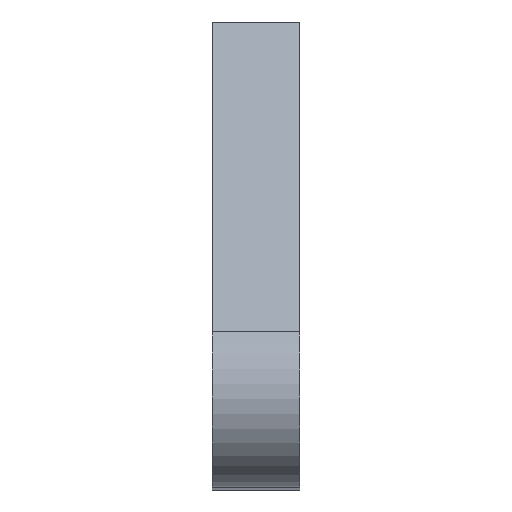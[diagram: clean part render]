
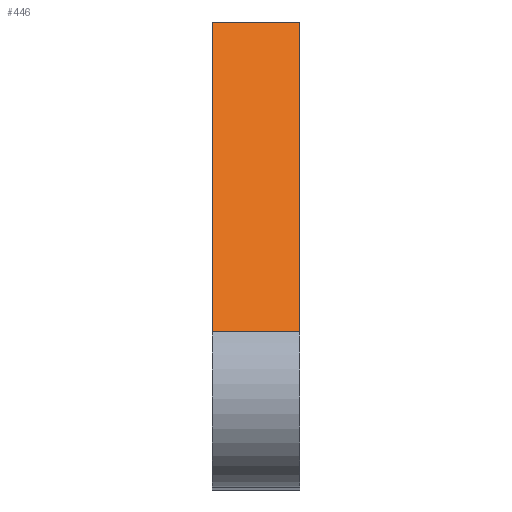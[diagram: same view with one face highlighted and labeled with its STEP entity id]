
A CAD part, top view. The second image highlights one B-rep face of the part: STEP entity #446.
In plain terms, the highlighted planar face has unit normal (0, 0.766, 0.643).
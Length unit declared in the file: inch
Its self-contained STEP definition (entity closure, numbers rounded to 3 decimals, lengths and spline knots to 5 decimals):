
#9 = VECTOR ( 'NONE', #202, 39.37008 ) ;
#20 = ORIENTED_EDGE ( 'NONE', *, *, #511, .F. ) ;
#52 = DIRECTION ( 'NONE',  ( 1., 0., 0. ) ) ;
#65 = LINE ( 'NONE', #309, #999 ) ;
#144 = ORIENTED_EDGE ( 'NONE', *, *, #436, .F. ) ;
#148 = CARTESIAN_POINT ( 'NONE',  ( 8.625, 1.37242, 6.71867 ) ) ;
#198 = EDGE_CURVE ( 'NONE', #721, #641, #943, .T. ) ;
#202 = DIRECTION ( 'NONE',  ( 0., -0.643, 0.766 ) ) ;
#250 = CARTESIAN_POINT ( 'NONE',  ( 8.625, -0.39198, 8.82139 ) ) ;
#309 = CARTESIAN_POINT ( 'NONE',  ( 8.125, -0.39198, 8.82139 ) ) ;
#368 = DIRECTION ( 'NONE',  ( 0., 0.766, 0.643 ) ) ;
#436 = EDGE_CURVE ( 'NONE', #537, #641, #596, .T. ) ;
#446 = ADVANCED_FACE ( 'NONE', ( #841 ), #450, .T. ) ;
#450 = PLANE ( 'NONE',  #456 ) ;
#456 = AXIS2_PLACEMENT_3D ( 'NONE', #759, #368, #680 ) ;
#488 = VECTOR ( 'NONE', #52, 39.37008 ) ;
#511 = EDGE_CURVE ( 'NONE', #567, #537, #867, .T. ) ;
#537 = VERTEX_POINT ( 'NONE', #148 ) ;
#541 = DIRECTION ( 'NONE',  ( 1., 0., 0. ) ) ;
#567 = VERTEX_POINT ( 'NONE', #699 ) ;
#581 = EDGE_CURVE ( 'NONE', #567, #721, #65, .T. ) ;
#596 = LINE ( 'NONE', #912, #9 ) ;
#632 = ORIENTED_EDGE ( 'NONE', *, *, #198, .T. ) ;
#636 = VECTOR ( 'NONE', #541, 39.37008 ) ;
#641 = VERTEX_POINT ( 'NONE', #250 ) ;
#680 = DIRECTION ( 'NONE',  ( 0., -0.643, 0.766 ) ) ;
#699 = CARTESIAN_POINT ( 'NONE',  ( 8.125, 1.37242, 6.71867 ) ) ;
#721 = VERTEX_POINT ( 'NONE', #828 ) ;
#759 = CARTESIAN_POINT ( 'NONE',  ( 3.93318, -0.39198, 8.82139 ) ) ;
#777 = CARTESIAN_POINT ( 'NONE',  ( 3.93318, 1.37242, 6.71867 ) ) ;
#828 = CARTESIAN_POINT ( 'NONE',  ( 8.125, -0.39198, 8.82139 ) ) ;
#841 = FACE_OUTER_BOUND ( 'NONE', #1028, .T. ) ;
#867 = LINE ( 'NONE', #777, #488 ) ;
#912 = CARTESIAN_POINT ( 'NONE',  ( 8.625, -0.39198, 8.82139 ) ) ;
#942 = DIRECTION ( 'NONE',  ( 0., -0.643, 0.766 ) ) ;
#943 = LINE ( 'NONE', #1025, #636 ) ;
#968 = ORIENTED_EDGE ( 'NONE', *, *, #581, .T. ) ;
#999 = VECTOR ( 'NONE', #942, 39.37008 ) ;
#1025 = CARTESIAN_POINT ( 'NONE',  ( 3.93318, -0.39198, 8.82139 ) ) ;
#1028 = EDGE_LOOP ( 'NONE', ( #20, #968, #632, #144 ) ) ;
